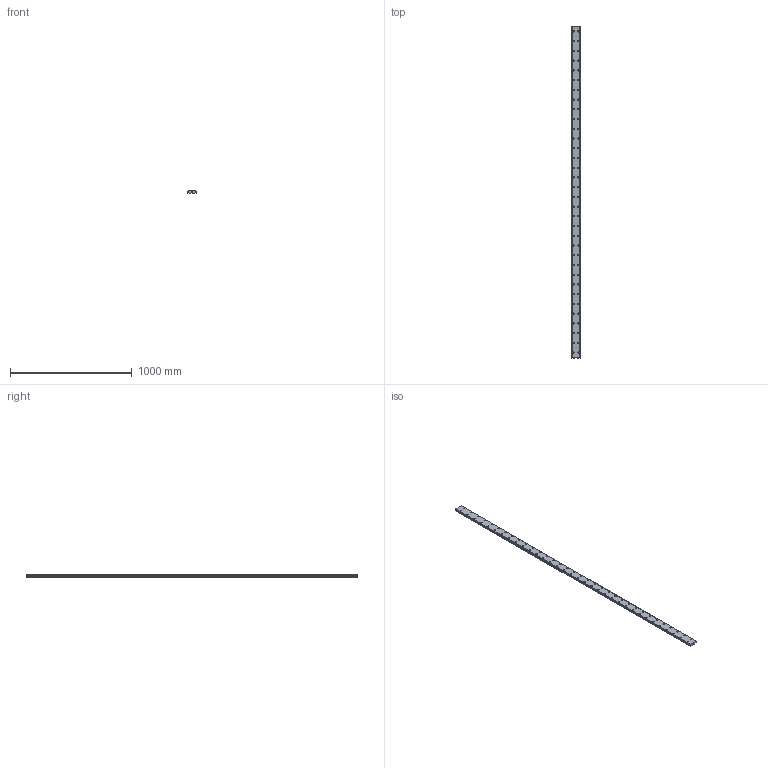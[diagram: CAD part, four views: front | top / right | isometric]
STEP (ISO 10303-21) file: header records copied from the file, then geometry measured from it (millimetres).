
FILE_DESCRIPTION(('STEP AP214'),'1');
FILE_NAME('cctmp_06E851A5-AB31-4C67-AA83-32C2E6DE1A3A_2021_03_09_10_48_03_0347..stp','2021-03-09T09:48:03',('HIWIN GmbH'),('CADClick - www.CADClick.com'),'Spatial InterOp 3D',' ','unknown authorization');
FILE_SCHEMA(('AUTOMOTIVE_DESIGN'));
Length unit declared in the file: millimetre
Products named in the file (1): WER35R2730H_FILE
Bounding box: 69 x 2730 x 19 mm (x, y, z)
Volume: 3294703.1 mm3; surface area: 532018 mm2
Topology: 1 solids, 1 shells, 715 faces, 1515 edges, 1010 vertices
Faces by surface type: cylinder 426, plane 289
Entity records: 25365 total; most frequent: DIRECTION 3799, CARTESIAN_POINT 3241, ORIENTED_EDGE 3030, AXIS2_PLACEMENT_3D 1568, EDGE_CURVE 1515, VERTEX_POINT 1010, EDGE_LOOP 923, CIRCLE 852
